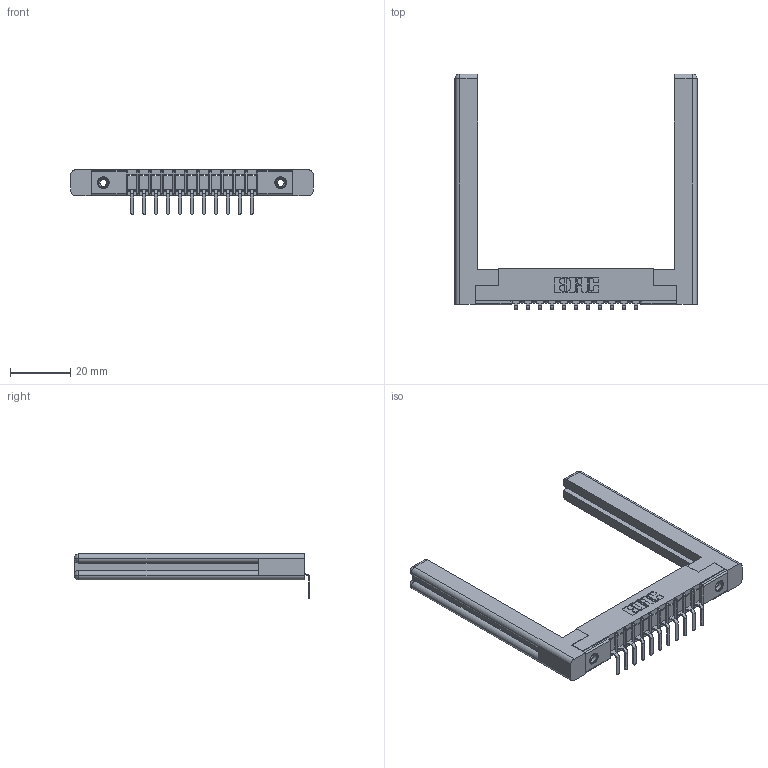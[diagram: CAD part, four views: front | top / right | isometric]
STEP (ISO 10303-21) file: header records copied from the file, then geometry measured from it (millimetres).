
FILE_DESCRIPTION (( 'STEP AP203' ), '1' );
FILE_NAME ('357-011-559-158.STEP', '2022-07-12T23:44:20', ( '' ), ( '' ), 'SwSTEP 2.0', 'SolidWorks 2020', '' );
FILE_SCHEMA (( 'CONFIG_CONTROL_DESIGN' ));
Length unit declared in the file: inch
Products named in the file (5): 307 Part_.156 Dia Mounting Holes; 307-290-001_558 559 - 1 (Single); 307-220-058; 357-011-559-158; 345-250-001_345-250-001-102
Assembly tree (16 placements, depth 2):
  357-011-559-158
    307 Part_.156 Dia Mounting Holes
    307-290-001_558 559 - 1 (Single)  x11
    307-220-058  x2
    345-250-001_345-250-001-102  x2
Bounding box: 80.21 x 78.02 x 14.81 mm (x, y, z)
Volume: 12815.3 mm3; surface area: 12853.9 mm2
Topology: 16 solids, 16 shells, 932 faces, 2591 edges, 1666 vertices
Faces by surface type: plane 583, cylinder 301, sphere 24, torus 12, cone 12
Entity records: 15989 total; most frequent: CARTESIAN_POINT 2691, ORIENTED_EDGE 2616, DIRECTION 2596, EDGE_CURVE 1308, VECTOR 986, LINE 986, VERTEX_POINT 846, AXIS2_PLACEMENT_3D 805
